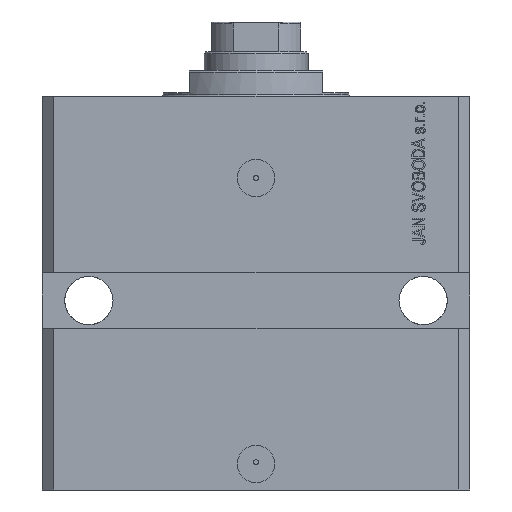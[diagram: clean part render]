
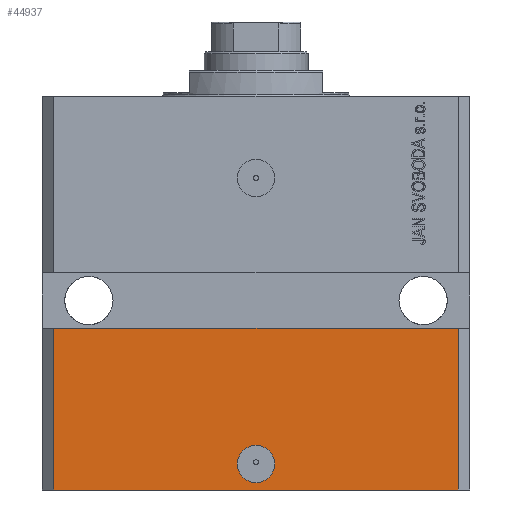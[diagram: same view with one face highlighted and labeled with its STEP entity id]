
A CAD part, front view. The second image highlights one B-rep face of the part: STEP entity #44937.
In plain terms, the highlighted planar face has unit normal (0, -1, 0).
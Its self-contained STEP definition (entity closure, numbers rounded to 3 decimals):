
#507 = CARTESIAN_POINT ( 'NONE',  ( 54.5, -45., -62.5 ) ) ;
#889 = CARTESIAN_POINT ( 'NONE',  ( -54.5, -45., -62.5 ) ) ;
#1605 = LINE ( 'NONE', #16767, #6767 ) ;
#1630 = EDGE_CURVE ( 'NONE', #18017, #35303, #1605, .T. ) ;
#2627 = CARTESIAN_POINT ( 'NONE',  ( 54.5, -45., -106. ) ) ;
#2979 = CIRCLE ( 'NONE', #30788, 5. ) ;
#3494 = VERTEX_POINT ( 'NONE', #48396 ) ;
#5004 = DIRECTION ( 'NONE',  ( 1., 0., 0. ) ) ;
#6653 = CARTESIAN_POINT ( 'NONE',  ( -54.5, -45., -106. ) ) ;
#6767 = VECTOR ( 'NONE', #29193, 1000. ) ;
#7357 = DIRECTION ( 'NONE',  ( 0., -1., 0. ) ) ;
#8170 = LINE ( 'NONE', #19599, #9298 ) ;
#8732 = EDGE_CURVE ( 'NONE', #18017, #32793, #29472, .T. ) ;
#9298 = VECTOR ( 'NONE', #23341, 1000. ) ;
#10015 = CARTESIAN_POINT ( 'NONE',  ( -5., -45., -99. ) ) ;
#10260 = VERTEX_POINT ( 'NONE', #10015 ) ;
#12766 = CIRCLE ( 'NONE', #17548, 5. ) ;
#12844 = ORIENTED_EDGE ( 'NONE', *, *, #8732, .T. ) ;
#12952 = CARTESIAN_POINT ( 'NONE',  ( 0., -45., -99. ) ) ;
#14104 = DIRECTION ( 'NONE',  ( 1., 0., 0. ) ) ;
#16767 = CARTESIAN_POINT ( 'NONE',  ( -54.5, -45., -106. ) ) ;
#16814 = EDGE_LOOP ( 'NONE', ( #16933, #24512 ) ) ;
#16933 = ORIENTED_EDGE ( 'NONE', *, *, #42846, .F. ) ;
#17548 = AXIS2_PLACEMENT_3D ( 'NONE', #12952, #43053, #5004 ) ;
#18017 = VERTEX_POINT ( 'NONE', #6653 ) ;
#18319 = DIRECTION ( 'NONE',  ( 0., -1., 0. ) ) ;
#19599 = CARTESIAN_POINT ( 'NONE',  ( 54.5, -45., -106. ) ) ;
#21020 = CARTESIAN_POINT ( 'NONE',  ( -54.5, -45., -106. ) ) ;
#21630 = LINE ( 'NONE', #31243, #43356 ) ;
#21642 = EDGE_LOOP ( 'NONE', ( #32685, #41598, #12844, #31206 ) ) ;
#23341 = DIRECTION ( 'NONE',  ( 0., 0., 1. ) ) ;
#23672 = VECTOR ( 'NONE', #36198, 1000. ) ;
#24107 = EDGE_CURVE ( 'NONE', #10260, #3494, #12766, .T. ) ;
#24512 = ORIENTED_EDGE ( 'NONE', *, *, #24107, .F. ) ;
#25303 = FACE_OUTER_BOUND ( 'NONE', #21642, .T. ) ;
#26265 = DIRECTION ( 'NONE',  ( 1., 0., 0. ) ) ;
#29193 = DIRECTION ( 'NONE',  ( 0., 0., 1. ) ) ;
#29472 = LINE ( 'NONE', #21020, #23672 ) ;
#29919 = VERTEX_POINT ( 'NONE', #507 ) ;
#30788 = AXIS2_PLACEMENT_3D ( 'NONE', #40700, #7357, #26265 ) ;
#31206 = ORIENTED_EDGE ( 'NONE', *, *, #41966, .T. ) ;
#31243 = CARTESIAN_POINT ( 'NONE',  ( -57.5, -45., -62.5 ) ) ;
#32685 = ORIENTED_EDGE ( 'NONE', *, *, #38961, .F. ) ;
#32793 = VERTEX_POINT ( 'NONE', #2627 ) ;
#35303 = VERTEX_POINT ( 'NONE', #889 ) ;
#36198 = DIRECTION ( 'NONE',  ( 1., 0., 0. ) ) ;
#36748 = PLANE ( 'NONE',  #40467 ) ;
#37235 = CARTESIAN_POINT ( 'NONE',  ( -54.5, -45., -106. ) ) ;
#38460 = DIRECTION ( 'NONE',  ( 1., 0., 0. ) ) ;
#38961 = EDGE_CURVE ( 'NONE', #35303, #29919, #21630, .T. ) ;
#40241 = FACE_BOUND ( 'NONE', #16814, .T. ) ;
#40467 = AXIS2_PLACEMENT_3D ( 'NONE', #37235, #18319, #14104 ) ;
#40700 = CARTESIAN_POINT ( 'NONE',  ( 0., -45., -99. ) ) ;
#41598 = ORIENTED_EDGE ( 'NONE', *, *, #1630, .F. ) ;
#41966 = EDGE_CURVE ( 'NONE', #32793, #29919, #8170, .T. ) ;
#42846 = EDGE_CURVE ( 'NONE', #3494, #10260, #2979, .T. ) ;
#43053 = DIRECTION ( 'NONE',  ( 0., -1., 0. ) ) ;
#43356 = VECTOR ( 'NONE', #38460, 1000. ) ;
#44937 = ADVANCED_FACE ( 'NONE', ( #40241, #25303 ), #36748, .T. ) ;
#48396 = CARTESIAN_POINT ( 'NONE',  ( 5., -45., -99. ) ) ;
